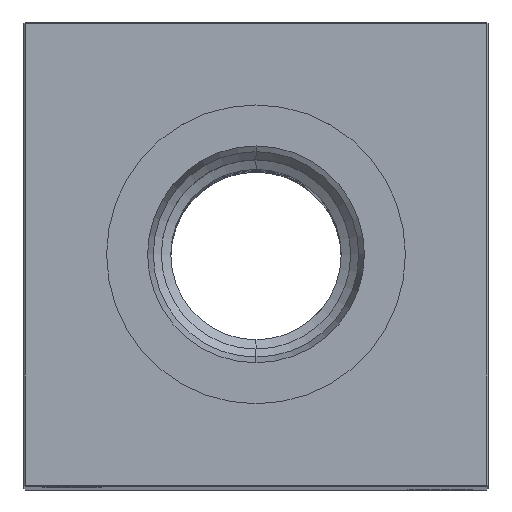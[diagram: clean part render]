
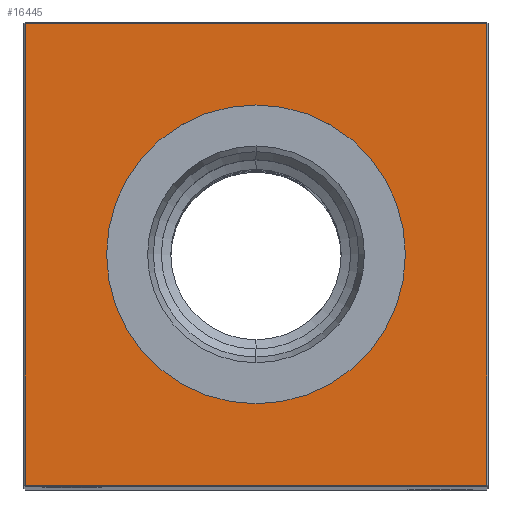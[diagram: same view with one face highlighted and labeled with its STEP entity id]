
A CAD part, top view. The second image highlights one B-rep face of the part: STEP entity #16445.
In plain terms, the highlighted planar face has unit normal (0, 0, 1).
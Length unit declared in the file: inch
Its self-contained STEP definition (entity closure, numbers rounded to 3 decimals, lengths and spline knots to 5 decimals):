
#1 = DIRECTION ( 'NONE',  ( 0., 0., -1. ) ) ;
#335 = LINE ( 'NONE', #14285, #1681 ) ;
#1213 = ORIENTED_EDGE ( 'NONE', *, *, #24289, .T. ) ;
#1681 = VECTOR ( 'NONE', #8244, 39.37008 ) ;
#1926 = FACE_OUTER_BOUND ( 'NONE', #24349, .T. ) ;
#2296 = DIRECTION ( 'NONE',  ( -1., 0., 0. ) ) ;
#3525 = ORIENTED_EDGE ( 'NONE', *, *, #7107, .T. ) ;
#3715 = VERTEX_POINT ( 'NONE', #14984 ) ;
#4400 = VECTOR ( 'NONE', #11573, 39.37008 ) ;
#5855 = CARTESIAN_POINT ( 'NONE',  ( 0., 0., 12.25 ) ) ;
#5902 = EDGE_CURVE ( 'NONE', #7009, #6897, #17844, .T. ) ;
#5977 = VECTOR ( 'NONE', #18323, 39.37008 ) ;
#6643 = DIRECTION ( 'NONE',  ( -1., 0., 0. ) ) ;
#6897 = VERTEX_POINT ( 'NONE', #17671 ) ;
#7009 = VERTEX_POINT ( 'NONE', #18826 ) ;
#7107 = EDGE_CURVE ( 'NONE', #14858, #7009, #14031, .T. ) ;
#7121 = ORIENTED_EDGE ( 'NONE', *, *, #5902, .T. ) ;
#7476 = EDGE_CURVE ( 'NONE', #12613, #14858, #335, .T. ) ;
#8244 = DIRECTION ( 'NONE',  ( 1., 0., 0. ) ) ;
#8271 = DIRECTION ( 'NONE',  ( -1., 0., 0. ) ) ;
#8402 = CARTESIAN_POINT ( 'NONE',  ( 0., 0., 12.25 ) ) ;
#8708 = EDGE_CURVE ( 'NONE', #6897, #12613, #20473, .T. ) ;
#9233 = EDGE_CURVE ( 'NONE', #3715, #17402, #22561, .T. ) ;
#9487 = CARTESIAN_POINT ( 'NONE',  ( 0., 1.49, 12.25 ) ) ;
#10086 = AXIS2_PLACEMENT_3D ( 'NONE', #5855, #14631, #6643 ) ;
#10147 = AXIS2_PLACEMENT_3D ( 'NONE', #14968, #1, #2296 ) ;
#10730 = CARTESIAN_POINT ( 'NONE',  ( 0., 0.96457, 12.25 ) ) ;
#11573 = DIRECTION ( 'NONE',  ( 0., 1., 0. ) ) ;
#12613 = VERTEX_POINT ( 'NONE', #18888 ) ;
#12643 = ORIENTED_EDGE ( 'NONE', *, *, #9233, .T. ) ;
#13494 = EDGE_LOOP ( 'NONE', ( #1213, #12643 ) ) ;
#14031 = LINE ( 'NONE', #22675, #4400 ) ;
#14285 = CARTESIAN_POINT ( 'NONE',  ( 0., -1.49, 12.25 ) ) ;
#14631 = DIRECTION ( 'NONE',  ( 0., 0., -1. ) ) ;
#14858 = VERTEX_POINT ( 'NONE', #26999 ) ;
#14968 = CARTESIAN_POINT ( 'NONE',  ( 0., 0., 12.25 ) ) ;
#14984 = CARTESIAN_POINT ( 'NONE',  ( 0., -0.96457, 12.25 ) ) ;
#15973 = CIRCLE ( 'NONE', #23787, 0.96457 ) ;
#16445 = ADVANCED_FACE ( 'NONE', ( #1926, #26496 ), #17456, .F. ) ;
#17141 = VECTOR ( 'NONE', #22306, 39.37008 ) ;
#17380 = ORIENTED_EDGE ( 'NONE', *, *, #7476, .T. ) ;
#17402 = VERTEX_POINT ( 'NONE', #10730 ) ;
#17456 = PLANE ( 'NONE',  #10086 ) ;
#17671 = CARTESIAN_POINT ( 'NONE',  ( -1.49, 1.49, 12.25 ) ) ;
#17844 = LINE ( 'NONE', #9487, #17141 ) ;
#18169 = CARTESIAN_POINT ( 'NONE',  ( -1.49, 0., 12.25 ) ) ;
#18323 = DIRECTION ( 'NONE',  ( 0., -1., 0. ) ) ;
#18826 = CARTESIAN_POINT ( 'NONE',  ( 1.49, 1.49, 12.25 ) ) ;
#18888 = CARTESIAN_POINT ( 'NONE',  ( -1.49, -1.49, 12.25 ) ) ;
#20473 = LINE ( 'NONE', #18169, #5977 ) ;
#22306 = DIRECTION ( 'NONE',  ( -1., 0., 0. ) ) ;
#22561 = CIRCLE ( 'NONE', #10147, 0.96457 ) ;
#22675 = CARTESIAN_POINT ( 'NONE',  ( 1.49, 0., 12.25 ) ) ;
#23787 = AXIS2_PLACEMENT_3D ( 'NONE', #8402, #23807, #8271 ) ;
#23807 = DIRECTION ( 'NONE',  ( 0., 0., -1. ) ) ;
#24289 = EDGE_CURVE ( 'NONE', #17402, #3715, #15973, .T. ) ;
#24349 = EDGE_LOOP ( 'NONE', ( #25813, #17380, #3525, #7121 ) ) ;
#25813 = ORIENTED_EDGE ( 'NONE', *, *, #8708, .T. ) ;
#26496 = FACE_BOUND ( 'NONE', #13494, .T. ) ;
#26999 = CARTESIAN_POINT ( 'NONE',  ( 1.49, -1.49, 12.25 ) ) ;
